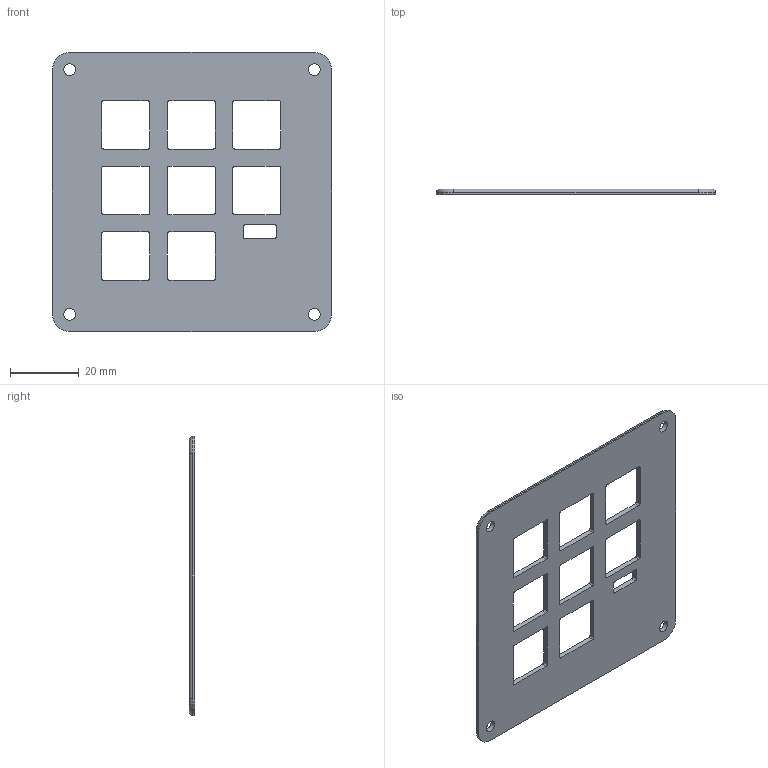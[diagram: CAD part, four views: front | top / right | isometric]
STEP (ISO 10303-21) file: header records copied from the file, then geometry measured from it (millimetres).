
FILE_DESCRIPTION(/* description */ (''),/* implementation_level */ '2;1');
FILE_NAME(/* name */ 'Hackclubtop.step',/* time_stamp */ '2025-12-09T17:48:50+05:00',/* author */ (''),/* organization */ (''),/* preprocessor_version */ 'ST-DEVELOPER v20.1',/* originating_system */ 'Autodesk Translation Framework v14.21.0.0',/* authorisation */ '');
FILE_SCHEMA (('AUTOMOTIVE_DESIGN { 1 0 10303 214 3 1 1 }'));
Length unit declared in the file: millimetre
Products named in the file (1): 2025-12-09-10-08-12-974
Bounding box: 81.1 x 1.5 x 81.1 mm (x, y, z)
Volume: 7305.6 mm3; surface area: 10933.5 mm2
Topology: 1 solids, 1 shells, 94 faces, 268 edges, 176 vertices
Faces by surface type: cylinder 48, plane 42, torus 4
Full cylindrical faces by diameter (mm): 3.4 x4
Entity records: 3180 total; most frequent: DIRECTION 558, CARTESIAN_POINT 539, ORIENTED_EDGE 536, EDGE_CURVE 268, AXIS2_PLACEMENT_3D 195, VERTEX_POINT 176, LINE 168, VECTOR 168
